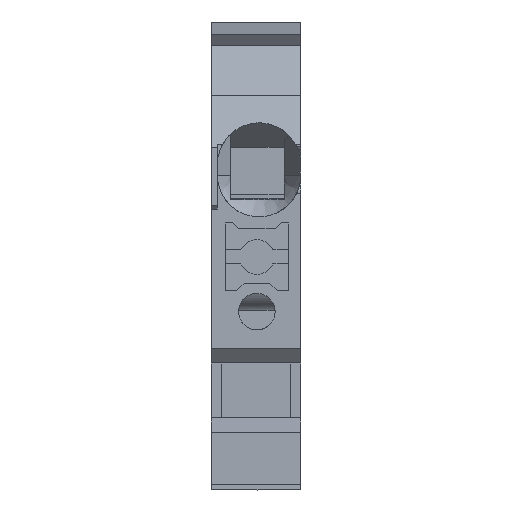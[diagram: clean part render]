
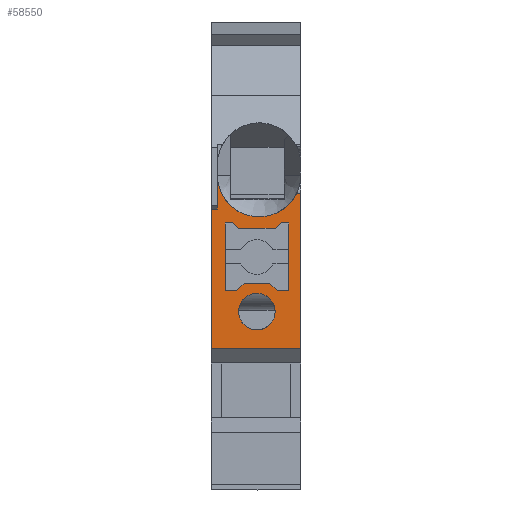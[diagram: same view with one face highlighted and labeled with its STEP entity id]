
A CAD part, front view. The second image highlights one B-rep face of the part: STEP entity #58550.
In plain terms, the highlighted face is planar.
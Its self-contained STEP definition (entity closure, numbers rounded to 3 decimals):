
#1870=CARTESIAN_POINT('',(420.453,686.45,
96.87));
#1880=DIRECTION('',(0.,-1.,0.));
#1890=VECTOR('',#1880,1.);
#1900=LINE('',#1870,#1890);
#4650=CARTESIAN_POINT('',(420.453,686.784,
96.52));
#4660=VERTEX_POINT('',#4650);
#4810=CARTESIAN_POINT('',(420.453,686.784,
96.87));
#4820=VERTEX_POINT('',#4810);
#4850=CARTESIAN_POINT('',(420.453,686.784,
96.52));
#4860=DIRECTION('',(0.,0.,-1.));
#4870=VECTOR('',#4860,1.);
#4880=LINE('',#4850,#4870);
#4890=EDGE_CURVE('',#4820,#4660,#4880,.T.);
#11480=CARTESIAN_POINT('',(420.453,682.081,
97.32));
#11490=VERTEX_POINT('',#11480);
#11640=CARTESIAN_POINT('',(420.453,682.081,
97.966));
#11650=VERTEX_POINT('',#11640);
#11680=CARTESIAN_POINT('',(420.453,682.081,
96.52));
#11690=DIRECTION('',(0.,0.,1.));
#11700=VECTOR('',#11690,1.);
#11710=LINE('',#11680,#11700);
#11720=EDGE_CURVE('',#11490,#11650,#11710,.T.);
#24220=CARTESIAN_POINT('',(420.453,682.531,
98.416));
#24230=VERTEX_POINT('',#24220);
#24380=CARTESIAN_POINT('',(420.453,682.531,
99.874));
#24390=VERTEX_POINT('',#24380);
#24420=CARTESIAN_POINT('',(420.453,682.531,
96.52));
#24430=DIRECTION('',(0.,0.,1.));
#24440=VECTOR('',#24430,1.);
#24450=LINE('',#24420,#24440);
#24460=EDGE_CURVE('',#24230,#24390,#24450,.T.);
#26430=CARTESIAN_POINT('',(420.453,679.834,
99.145));
#26440=VERTEX_POINT('',#26430);
#27820=CARTESIAN_POINT('',(420.453,681.934,
99.145));
#27830=VERTEX_POINT('',#27820);
#27860=CARTESIAN_POINT('',(420.453,680.884,
99.145));
#27870=DIRECTION('',(1.,0.,0.));
#27880=DIRECTION('',(0.,-1.,0.));
#27890=AXIS2_PLACEMENT_3D('',#27860,#27870,#27880);
#27900=CIRCLE('',#27890,1.05);
#27910=EDGE_CURVE('',#27830,#26440,#27900,.T.);
#32030=CARTESIAN_POINT('',(420.453,680.635,
96.52));
#32040=DIRECTION('',(0.,0.707,
0.707));
#32050=VECTOR('',#32040,1.);
#32060=LINE('',#32030,#32050);
#32070=EDGE_CURVE('',#11650,#24230,#32060,.T.);
#32300=CARTESIAN_POINT('',(420.453,685.981,
97.736));
#32310=VERTEX_POINT('',#32300);
#32460=CARTESIAN_POINT('',(420.453,685.981,
97.32));
#32470=VERTEX_POINT('',#32460);
#32500=CARTESIAN_POINT('',(420.453,685.981,
96.52));
#32510=DIRECTION('',(0.,0.,-1.));
#32520=VECTOR('',#32510,1.);
#32530=LINE('',#32500,#32520);
#32540=EDGE_CURVE('',#32310,#32470,#32530,.T.);
#34420=CARTESIAN_POINT('',(420.453,682.081,
100.324));
#34430=VERTEX_POINT('',#34420);
#34460=CARTESIAN_POINT('',(420.453,685.885,
96.52));
#34470=DIRECTION('',(0.,-0.707,
0.707));
#34480=VECTOR('',#34470,1.);
#34490=LINE('',#34460,#34480);
#34500=EDGE_CURVE('',#24390,#34430,#34490,.T.);
#35580=CARTESIAN_POINT('',(420.453,685.981,
100.554));
#35590=VERTEX_POINT('',#35580);
#35740=CARTESIAN_POINT('',(420.453,685.681,
100.196));
#35750=VERTEX_POINT('',#35740);
#35780=CARTESIAN_POINT('',(420.453,682.596,
96.52));
#35790=DIRECTION('',(0.,-0.643,
-0.766));
#35800=VECTOR('',#35790,1.);
#35810=LINE('',#35780,#35800);
#35820=EDGE_CURVE('',#35590,#35750,#35810,.T.);
#41250=CARTESIAN_POINT('',(420.453,678.779,
101.67));
#41260=VERTEX_POINT('',#41250);
#41290=CARTESIAN_POINT('',(420.453,686.45,
101.67));
#41300=DIRECTION('',(0.,-1.,0.));
#41310=VECTOR('',#41300,1.);
#41320=LINE('',#41290,#41310);
#41330=CARTESIAN_POINT('',(420.453,687.704,
101.67));
#41340=VERTEX_POINT('',#41330);
#41350=EDGE_CURVE('',#41340,#41260,#41320,.T.);
#44430=CARTESIAN_POINT('',(420.453,685.681,
98.094));
#44440=VERTEX_POINT('',#44430);
#44470=CARTESIAN_POINT('',(420.453,685.681,
96.52));
#44480=DIRECTION('',(0.,0.,-1.));
#44490=VECTOR('',#44480,1.);
#44500=LINE('',#44470,#44490);
#44510=EDGE_CURVE('',#35750,#44440,#44500,.T.);
#44760=CARTESIAN_POINT('',(420.453,687.002,
96.52));
#44770=DIRECTION('',(0.,0.643,
-0.766));
#44780=VECTOR('',#44770,1.);
#44790=LINE('',#44760,#44780);
#44800=EDGE_CURVE('',#44440,#32310,#44790,.T.);
#52870=CARTESIAN_POINT('',(420.453,687.704,
101.438));
#52880=VERTEX_POINT('',#52870);
#52910=CARTESIAN_POINT('',(420.453,688.734,
99.27));
#52920=DIRECTION('',(1.,0.,0.));
#52930=DIRECTION('',(0.,-1.,0.));
#52940=AXIS2_PLACEMENT_3D('',#52910,#52920,#52930);
#52950=CIRCLE('',#52940,2.4);
#52960=CARTESIAN_POINT('',(420.453,688.734,
96.87));
#52970=VERTEX_POINT('',#52960);
#52980=EDGE_CURVE('',#52880,#52970,#52950,.T.);
#57210=EDGE_CURVE('',#52970,#4820,#1900,.T.);
#57810=CARTESIAN_POINT('',(420.453,695.959,
101.67));
#57820=DIRECTION('',(1.,0.,0.));
#57830=DIRECTION('',(0.,-1.,0.));
#57840=AXIS2_PLACEMENT_3D('',#57810,#57820,#57830);
#57850=PLANE('',#57840);
#57860=EDGE_CURVE('',#26440,#27830,#27900,.T.);
#57870=ORIENTED_EDGE('',*,*,#57860,.T.);
#57880=ORIENTED_EDGE('',*,*,#27910,.T.);
#57890=EDGE_LOOP('',(#57880,#57870));
#57900=FACE_BOUND('',#57890,.T.);
#57910=CARTESIAN_POINT('',(420.453,685.981,
96.52));
#57920=DIRECTION('',(0.,0.,-1.));
#57930=VECTOR('',#57920,1.);
#57940=LINE('',#57910,#57930);
#57950=CARTESIAN_POINT('',(420.453,685.981,
100.97));
#57960=VERTEX_POINT('',#57950);
#57970=EDGE_CURVE('',#57960,#35590,#57940,.T.);
#57980=ORIENTED_EDGE('',*,*,#57970,.F.);
#57990=ORIENTED_EDGE('',*,*,#35820,.F.);
#58000=ORIENTED_EDGE('',*,*,#44510,.F.);
#58010=ORIENTED_EDGE('',*,*,#44800,.F.);
#58020=ORIENTED_EDGE('',*,*,#32540,.F.);
#58030=CARTESIAN_POINT('',(420.453,686.45,
97.32));
#58040=DIRECTION('',(0.,-1.,0.));
#58050=VECTOR('',#58040,1.);
#58060=LINE('',#58030,#58050);
#58070=EDGE_CURVE('',#32470,#11490,#58060,.T.);
#58080=ORIENTED_EDGE('',*,*,#58070,.F.);
#58090=ORIENTED_EDGE('',*,*,#11720,.F.);
#58100=ORIENTED_EDGE('',*,*,#32070,.F.);
#58110=ORIENTED_EDGE('',*,*,#24460,.F.);
#58120=ORIENTED_EDGE('',*,*,#34500,.F.);
#58130=CARTESIAN_POINT('',(420.453,682.081,
96.52));
#58140=DIRECTION('',(0.,0.,1.));
#58150=VECTOR('',#58140,1.);
#58160=LINE('',#58130,#58150);
#58170=CARTESIAN_POINT('',(420.453,682.081,
100.97));
#58180=VERTEX_POINT('',#58170);
#58190=EDGE_CURVE('',#34430,#58180,#58160,.T.);
#58200=ORIENTED_EDGE('',*,*,#58190,.F.);
#58210=CARTESIAN_POINT('',(420.453,686.45,
100.97));
#58220=DIRECTION('',(0.,1.,0.));
#58230=VECTOR('',#58220,1.);
#58240=LINE('',#58210,#58230);
#58250=EDGE_CURVE('',#58180,#57960,#58240,.T.);
#58260=ORIENTED_EDGE('',*,*,#58250,.F.);
#58270=EDGE_LOOP('',(#58260,#58200,#58120,#58110,#58100,#58090,#58080,
#58020,#58010,#58000,#57990,#57980));
#58280=FACE_BOUND('',#58270,.T.);
#58290=CARTESIAN_POINT('',(420.453,678.779,
117.12));
#58300=DIRECTION('',(0.,0.,-1.));
#58310=VECTOR('',#58300,1.);
#58320=LINE('',#58290,#58310);
#58330=CARTESIAN_POINT('',(420.453,678.779,
96.52));
#58340=VERTEX_POINT('',#58330);
#58350=EDGE_CURVE('',#41260,#58340,#58320,.T.);
#58360=ORIENTED_EDGE('',*,*,#58350,.F.);
#58370=CARTESIAN_POINT('',(420.453,686.45,
96.52));
#58380=DIRECTION('',(0.,-1.,0.));
#58390=VECTOR('',#58380,1.);
#58400=LINE('',#58370,#58390);
#58410=EDGE_CURVE('',#4660,#58340,#58400,.T.);
#58420=ORIENTED_EDGE('',*,*,#58410,.T.);
#58430=ORIENTED_EDGE('',*,*,#4890,.T.);
#58440=ORIENTED_EDGE('',*,*,#57210,.T.);
#58450=ORIENTED_EDGE('',*,*,#52980,.T.);
#58460=CARTESIAN_POINT('',(420.453,687.704,
96.52));
#58470=DIRECTION('',(0.,0.,-1.));
#58480=VECTOR('',#58470,1.);
#58490=LINE('',#58460,#58480);
#58500=EDGE_CURVE('',#41340,#52880,#58490,.T.);
#58510=ORIENTED_EDGE('',*,*,#58500,.T.);
#58520=ORIENTED_EDGE('',*,*,#41350,.F.);
#58530=EDGE_LOOP('',(#58520,#58510,#58450,#58440,#58430,#58420,#58360));
#58540=FACE_OUTER_BOUND('',#58530,.T.);
#58550=ADVANCED_FACE('',(#57900,#58280,#58540),#57850,.F.);
